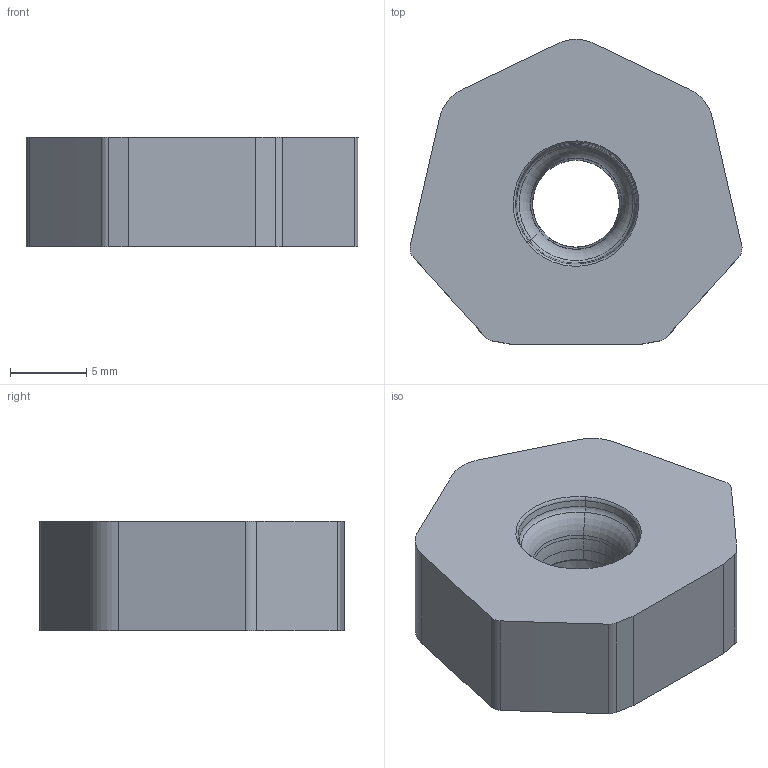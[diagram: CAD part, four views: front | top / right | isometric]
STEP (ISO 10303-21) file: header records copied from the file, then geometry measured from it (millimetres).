
FILE_DESCRIPTION((''),'2;1');
FILE_NAME('WNEU2007ZEN7C-M','2023-09-06T09:13:29',('tlyac01'),('PTC Japan'),'CREO PARAMETRIC BY PTC INC, 2021424','CREO PARAMETRIC BY PTC INC, 2021424','');
FILE_SCHEMA(('AUTOMOTIVE_DESIGN { 1 0 10303 214 1 1 1 1 }'));
Length unit declared in the file: millimetre
Products named in the file (1): WNEU2007ZEN7C-M
Bounding box: 21.82 x 20.04 x 7.2 mm (x, y, z)
Volume: 2152.5 mm3; surface area: 1207.8 mm2
Topology: 1 solids, 1 shells, 45 faces, 132 edges, 90 vertices
Faces by surface type: torus 18, plane 10, cylinder 9, cone 8
Entity records: 2012 total; most frequent: DIRECTION 315, CARTESIAN_POINT 256, ORIENTED_EDGE 232, PRESENTATION_STYLE_ASSIGNMENT 135, STYLED_ITEM 135, AXIS2_PLACEMENT_3D 135, CURVE_STYLE 134, EDGE_CURVE 116
